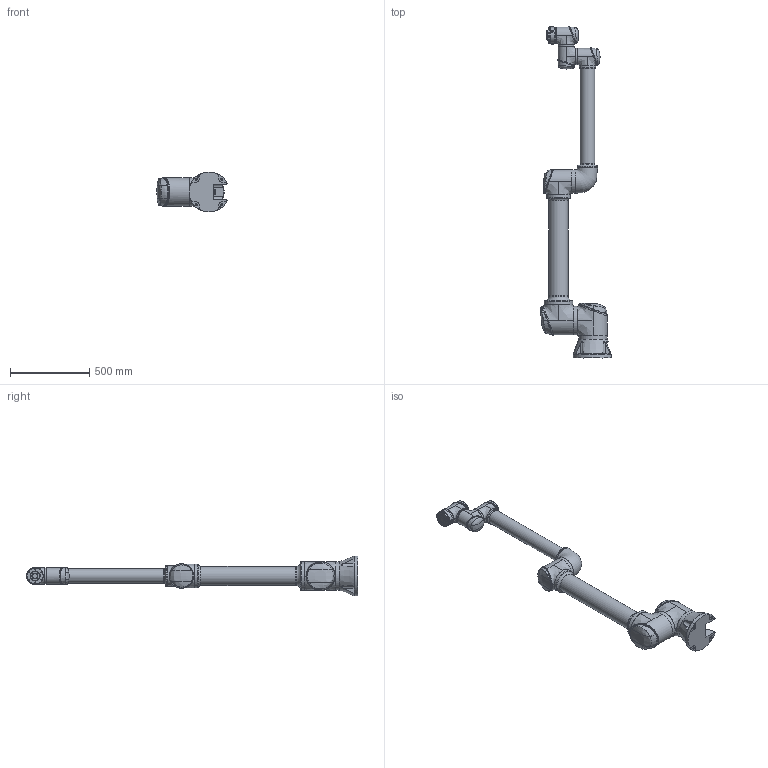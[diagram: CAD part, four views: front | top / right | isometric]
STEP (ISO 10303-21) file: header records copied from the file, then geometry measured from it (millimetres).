
FILE_DESCRIPTION (( 'STEP AP214' ), '1' );
FILE_NAME ('GCR25-1800-.STEP', '2024-02-05T09:45:40', ( '' ), ( '' ), 'SwSTEP 2.0', 'SolidWorks 2017', '' );
FILE_SCHEMA (( 'AUTOMOTIVE_DESIGN' ));
Length unit declared in the file: millimetre
Products named in the file (15): GCR25-J2_1; GCR25-J1_1; GCR25-J0_1; GCR25-J4_1; GCR25-J6_1; GCR25-J3_1; GCR25-J5_1; GCR25-1800-
Assembly tree (7 placements, depth 2):
  GCR25-J2_1
  GCR25-J1_1
  GCR25-J4_1
  GCR25-J6_1
  GCR25-J5_1
Bounding box: 442.77 x 2092.47 x 252 mm (x, y, z)
Surface area: 1874097.9 mm2 (no closed solid volume)
Topology: 0 solids, 62 shells, 792 faces, 2224 edges, 1531 vertices
Faces by surface type: plane 338, cylinder 200, bspline 179, torus 39, cone 34, sphere 2
Full cylindrical faces by diameter (mm): 0.95 x1, 1.05 x1, 2.5 x2, 3.05 x1, 3.2 x2, 3.5 x2, 4.8 x2, 5 x6, 5.8 x1, 6 x14, 6.5 x1, 7 x6, 8.9 x2, 11 x6, 14 x2, 16 x2, 20.534 x2, 21 x4, 32.909 x2, 61 x1, 62 x1, 63 x1, 90 x2, 99 x1, 101 x1, 102 x10, 120 x3, 128 x1, 150 x3, 154 x1
Entity records: 141082 total; most frequent: CARTESIAN_POINT 123414, ORIENTED_EDGE 3619, DIRECTION 2783, EDGE_CURVE 1984, VERTEX_POINT 1470, EDGE_LOOP 1061, AXIS2_PLACEMENT_3D 1036, FACE_OUTER_BOUND 921
